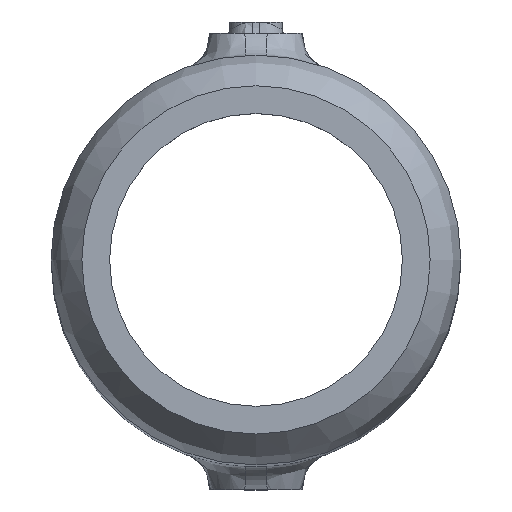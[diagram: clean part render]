
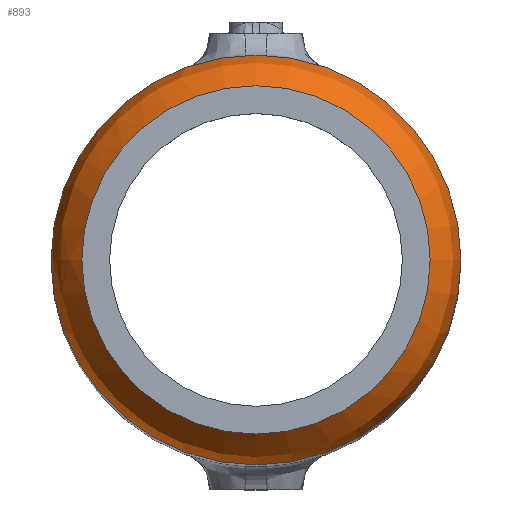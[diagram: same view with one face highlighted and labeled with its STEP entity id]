
A CAD part, top view. The second image highlights one B-rep face of the part: STEP entity #893.
In plain terms, the highlighted free-form (B-spline) face has degree [3, 3] with [5, 19] control points.
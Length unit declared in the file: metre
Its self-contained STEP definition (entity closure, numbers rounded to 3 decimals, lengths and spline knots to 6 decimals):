
#30=B_SPLINE_SURFACE_WITH_KNOTS('',3,3,((#1482,#1483,#1484,#1485,#1486,
#1487,#1488,#1489,#1490,#1491,#1492,#1493,#1494,#1495,#1496,#1497,#1498,
#1499,#1500),(#1501,#1502,#1503,#1504,#1505,#1506,#1507,#1508,#1509,#1510,
#1511,#1512,#1513,#1514,#1515,#1516,#1517,#1518,#1519),(#1520,#1521,#1522,
#1523,#1524,#1525,#1526,#1527,#1528,#1529,#1530,#1531,#1532,#1533,#1534,
#1535,#1536,#1537,#1538),(#1539,#1540,#1541,#1542,#1543,#1544,#1545,#1546,
#1547,#1548,#1549,#1550,#1551,#1552,#1553,#1554,#1555,#1556,#1557),(#1558,
#1559,#1560,#1561,#1562,#1563,#1564,#1565,#1566,#1567,#1568,#1569,#1570,
#1571,#1572,#1573,#1574,#1575,#1576)),.UNSPECIFIED.,.F.,.T.,.F.,(4,1,4),
(1,1,1,1,1,1,1,1,1,1,1,1,1,1,1,1,1,1,1,1,1,1,1),(2.586558,2.864075,
3.141593),(-1.178097,-0.785398,-0.392699,
0.,0.392699,0.785398,1.178097,1.570796,
1.963495,2.356194,2.748894,3.141593,3.534292,
3.926991,4.31969,4.712389,5.105088,5.497787,
5.890486,6.283185,6.675884,7.068583,7.461283),
 .UNSPECIFIED.);
#105=CIRCLE('',#972,0.0175);
#109=CIRCLE('',#980,0.014873);
#195=ORIENTED_EDGE('',*,*,#451,.T.);
#196=ORIENTED_EDGE('',*,*,#455,.T.);
#451=EDGE_CURVE('',#584,#584,#105,.T.);
#455=EDGE_CURVE('',#588,#588,#109,.T.);
#584=VERTEX_POINT('',#1469);
#588=VERTEX_POINT('',#1481);
#732=EDGE_LOOP('',(#195));
#733=EDGE_LOOP('',(#196));
#810=FACE_BOUND('',#732,.T.);
#811=FACE_BOUND('',#733,.T.);
#893=ADVANCED_FACE('',(#810,#811),#30,.F.);
#972=AXIS2_PLACEMENT_3D('',#1468,#1101,#1102);
#980=AXIS2_PLACEMENT_3D('',#1480,#1117,#1118);
#1101=DIRECTION('',(0.,0.,1.));
#1102=DIRECTION('',(1.,0.,0.));
#1117=DIRECTION('',(0.,0.,-1.));
#1118=DIRECTION('',(-1.,0.,0.));
#1468=CARTESIAN_POINT('',(0.,0.,0.11));
#1469=CARTESIAN_POINT('',(0.0175,0.,0.11));
#1480=CARTESIAN_POINT('',(0.,0.,0.114613));
#1481=CARTESIAN_POINT('',(-0.014873,0.,0.114613));
#1482=CARTESIAN_POINT('',(-0.014099,-0.00584,0.114613));
#1483=CARTESIAN_POINT('',(-0.01526,0.,0.114613));
#1484=CARTESIAN_POINT('',(-0.014099,0.00584,0.114613));
#1485=CARTESIAN_POINT('',(-0.010791,0.010791,0.114613));
#1486=CARTESIAN_POINT('',(-0.00584,0.014099,0.114613));
#1487=CARTESIAN_POINT('',(0.,0.01526,0.114613));
#1488=CARTESIAN_POINT('',(0.00584,0.014099,0.114613));
#1489=CARTESIAN_POINT('',(0.010791,0.010791,0.114613));
#1490=CARTESIAN_POINT('',(0.014099,0.00584,0.114613));
#1491=CARTESIAN_POINT('',(0.01526,0.,0.114613));
#1492=CARTESIAN_POINT('',(0.014099,-0.00584,0.114613));
#1493=CARTESIAN_POINT('',(0.010791,-0.010791,0.114613));
#1494=CARTESIAN_POINT('',(0.00584,-0.014099,0.114613));
#1495=CARTESIAN_POINT('',(0.,-0.01526,0.114613));
#1496=CARTESIAN_POINT('',(-0.00584,-0.014099,0.114613));
#1497=CARTESIAN_POINT('',(-0.010791,-0.010791,0.114613));
#1498=CARTESIAN_POINT('',(-0.014099,-0.00584,0.114613));
#1499=CARTESIAN_POINT('',(-0.01526,0.,0.114613));
#1500=CARTESIAN_POINT('',(-0.014099,0.00584,0.114613));
#1501=CARTESIAN_POINT('',(-0.014908,-0.006175,0.113925));
#1502=CARTESIAN_POINT('',(-0.016136,0.,0.113925));
#1503=CARTESIAN_POINT('',(-0.014908,0.006175,0.113925));
#1504=CARTESIAN_POINT('',(-0.01141,0.01141,0.113925));
#1505=CARTESIAN_POINT('',(-0.006175,0.014908,0.113925));
#1506=CARTESIAN_POINT('',(0.,0.016136,0.113925));
#1507=CARTESIAN_POINT('',(0.006175,0.014908,0.113925));
#1508=CARTESIAN_POINT('',(0.01141,0.01141,0.113925));
#1509=CARTESIAN_POINT('',(0.014908,0.006175,0.113925));
#1510=CARTESIAN_POINT('',(0.016136,0.,0.113925));
#1511=CARTESIAN_POINT('',(0.014908,-0.006175,0.113925));
#1512=CARTESIAN_POINT('',(0.01141,-0.01141,0.113925));
#1513=CARTESIAN_POINT('',(0.006175,-0.014908,0.113925));
#1514=CARTESIAN_POINT('',(0.,-0.016136,0.113925));
#1515=CARTESIAN_POINT('',(-0.006175,-0.014908,0.113925));
#1516=CARTESIAN_POINT('',(-0.01141,-0.01141,0.113925));
#1517=CARTESIAN_POINT('',(-0.014908,-0.006175,0.113925));
#1518=CARTESIAN_POINT('',(-0.016136,0.,0.113925));
#1519=CARTESIAN_POINT('',(-0.014908,0.006175,0.113925));
#1520=CARTESIAN_POINT('',(-0.01616,-0.006694,0.112429));
#1521=CARTESIAN_POINT('',(-0.017491,0.,0.112429));
#1522=CARTESIAN_POINT('',(-0.01616,0.006694,0.112429));
#1523=CARTESIAN_POINT('',(-0.012368,0.012368,0.112429));
#1524=CARTESIAN_POINT('',(-0.006694,0.01616,0.112429));
#1525=CARTESIAN_POINT('',(0.,0.017491,0.112429));
#1526=CARTESIAN_POINT('',(0.006694,0.01616,0.112429));
#1527=CARTESIAN_POINT('',(0.012368,0.012368,0.112429));
#1528=CARTESIAN_POINT('',(0.01616,0.006694,0.112429));
#1529=CARTESIAN_POINT('',(0.017491,0.,0.112429));
#1530=CARTESIAN_POINT('',(0.01616,-0.006694,0.112429));
#1531=CARTESIAN_POINT('',(0.012368,-0.012368,0.112429));
#1532=CARTESIAN_POINT('',(0.006694,-0.01616,0.112429));
#1533=CARTESIAN_POINT('',(0.,-0.017491,0.112429));
#1534=CARTESIAN_POINT('',(-0.006694,-0.01616,0.112429));
#1535=CARTESIAN_POINT('',(-0.012368,-0.012368,0.112429));
#1536=CARTESIAN_POINT('',(-0.01616,-0.006694,0.112429));
#1537=CARTESIAN_POINT('',(-0.017491,0.,0.112429));
#1538=CARTESIAN_POINT('',(-0.01616,0.006694,0.112429));
#1539=CARTESIAN_POINT('',(-0.016589,-0.006871,0.11081));
#1540=CARTESIAN_POINT('',(-0.017956,0.,0.11081));
#1541=CARTESIAN_POINT('',(-0.016589,0.006871,0.11081));
#1542=CARTESIAN_POINT('',(-0.012697,0.012697,0.11081));
#1543=CARTESIAN_POINT('',(-0.006871,0.016589,0.11081));
#1544=CARTESIAN_POINT('',(0.,0.017956,0.11081));
#1545=CARTESIAN_POINT('',(0.006871,0.016589,0.11081));
#1546=CARTESIAN_POINT('',(0.012697,0.012697,0.11081));
#1547=CARTESIAN_POINT('',(0.016589,0.006871,0.11081));
#1548=CARTESIAN_POINT('',(0.017956,0.,0.11081));
#1549=CARTESIAN_POINT('',(0.016589,-0.006871,0.11081));
#1550=CARTESIAN_POINT('',(0.012697,-0.012697,0.11081));
#1551=CARTESIAN_POINT('',(0.006871,-0.016589,0.11081));
#1552=CARTESIAN_POINT('',(0.,-0.017956,0.11081));
#1553=CARTESIAN_POINT('',(-0.006871,-0.016589,0.11081));
#1554=CARTESIAN_POINT('',(-0.012697,-0.012697,0.11081));
#1555=CARTESIAN_POINT('',(-0.016589,-0.006871,0.11081));
#1556=CARTESIAN_POINT('',(-0.017956,0.,0.11081));
#1557=CARTESIAN_POINT('',(-0.016589,0.006871,0.11081));
#1558=CARTESIAN_POINT('',(-0.016589,-0.006871,0.11));
#1559=CARTESIAN_POINT('',(-0.017956,0.,0.11));
#1560=CARTESIAN_POINT('',(-0.016589,0.006871,0.11));
#1561=CARTESIAN_POINT('',(-0.012697,0.012697,0.11));
#1562=CARTESIAN_POINT('',(-0.006871,0.016589,0.11));
#1563=CARTESIAN_POINT('',(0.,0.017956,0.11));
#1564=CARTESIAN_POINT('',(0.006871,0.016589,0.11));
#1565=CARTESIAN_POINT('',(0.012697,0.012697,0.11));
#1566=CARTESIAN_POINT('',(0.016589,0.006871,0.11));
#1567=CARTESIAN_POINT('',(0.017956,0.,0.11));
#1568=CARTESIAN_POINT('',(0.016589,-0.006871,0.11));
#1569=CARTESIAN_POINT('',(0.012697,-0.012697,0.11));
#1570=CARTESIAN_POINT('',(0.006871,-0.016589,0.11));
#1571=CARTESIAN_POINT('',(0.,-0.017956,0.11));
#1572=CARTESIAN_POINT('',(-0.006871,-0.016589,0.11));
#1573=CARTESIAN_POINT('',(-0.012697,-0.012697,0.11));
#1574=CARTESIAN_POINT('',(-0.016589,-0.006871,0.11));
#1575=CARTESIAN_POINT('',(-0.017956,0.,0.11));
#1576=CARTESIAN_POINT('',(-0.016589,0.006871,0.11));
